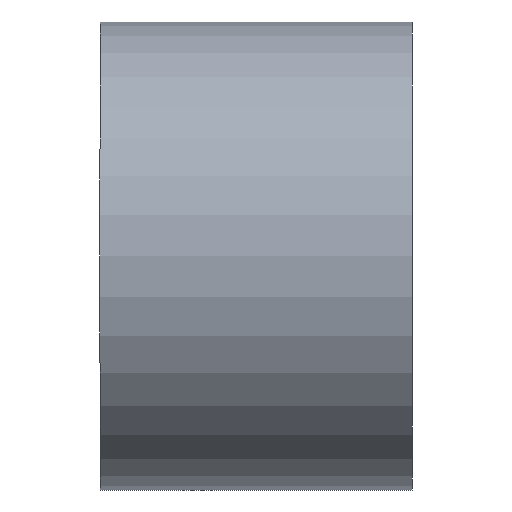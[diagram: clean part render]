
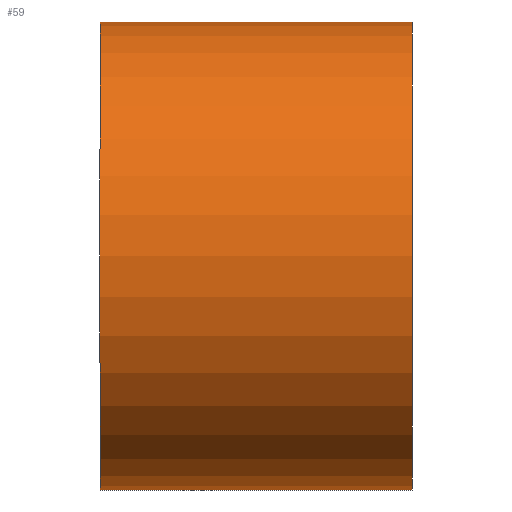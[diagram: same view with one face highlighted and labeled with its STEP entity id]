
A CAD part, left-side view. The second image highlights one B-rep face of the part: STEP entity #59.
In plain terms, the highlighted cylindrical face has radius 2.25 mm (diameter 4.5 mm), a partial arc.
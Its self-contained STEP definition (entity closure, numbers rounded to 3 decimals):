
#2 = DIRECTION ( 'NONE',  ( 0., -1., 0. ) ) ;
#5 = EDGE_CURVE ( 'NONE', #149, #151, #147, .T. ) ;
#23 = AXIS2_PLACEMENT_3D ( 'NONE', #88, #91, #137 ) ;
#27 = CARTESIAN_POINT ( 'NONE',  ( 0., 3., 2.25 ) ) ;
#30 = DIRECTION ( 'NONE',  ( 0., 0., 1. ) ) ;
#31 = CARTESIAN_POINT ( 'NONE',  ( 0., 3., 0. ) ) ;
#35 = DIRECTION ( 'NONE',  ( 0., -1., 0. ) ) ;
#44 = ORIENTED_EDGE ( 'NONE', *, *, #100, .T. ) ;
#55 = ORIENTED_EDGE ( 'NONE', *, *, #5, .F. ) ;
#58 = CARTESIAN_POINT ( 'NONE',  ( 0., 3., -2.25 ) ) ;
#59 = ADVANCED_FACE ( 'NONE', ( #111 ), #121, .T. ) ;
#63 = AXIS2_PLACEMENT_3D ( 'NONE', #31, #2, #90 ) ;
#72 = DIRECTION ( 'NONE',  ( 0., -1., 0. ) ) ;
#80 = VERTEX_POINT ( 'NONE', #58 ) ;
#88 = CARTESIAN_POINT ( 'NONE',  ( 0., 0., 0. ) ) ;
#90 = DIRECTION ( 'NONE',  ( 0., 0., -1. ) ) ;
#91 = DIRECTION ( 'NONE',  ( 0., 1., 0. ) ) ;
#99 = CARTESIAN_POINT ( 'NONE',  ( 0., 0., -2.25 ) ) ;
#100 = EDGE_CURVE ( 'NONE', #190, #151, #110, .T. ) ;
#105 = EDGE_CURVE ( 'NONE', #80, #190, #167, .T. ) ;
#108 = CARTESIAN_POINT ( 'NONE',  ( 0., 3., 2.25 ) ) ;
#110 = CIRCLE ( 'NONE', #23, 2.25 ) ;
#111 = FACE_OUTER_BOUND ( 'NONE', #164, .T. ) ;
#121 = CYLINDRICAL_SURFACE ( 'NONE', #63, 2.25 ) ;
#123 = VECTOR ( 'NONE', #35, 1000. ) ;
#126 = EDGE_CURVE ( 'NONE', #80, #149, #130, .T. ) ;
#130 = CIRCLE ( 'NONE', #186, 2.25 ) ;
#137 = DIRECTION ( 'NONE',  ( 0., 0., 1. ) ) ;
#142 = VECTOR ( 'NONE', #72, 1000. ) ;
#147 = LINE ( 'NONE', #27, #142 ) ;
#149 = VERTEX_POINT ( 'NONE', #108 ) ;
#151 = VERTEX_POINT ( 'NONE', #157 ) ;
#157 = CARTESIAN_POINT ( 'NONE',  ( 0., 0., 2.25 ) ) ;
#164 = EDGE_LOOP ( 'NONE', ( #55, #193, #178, #44 ) ) ;
#167 = LINE ( 'NONE', #170, #123 ) ;
#170 = CARTESIAN_POINT ( 'NONE',  ( 0., 3., -2.25 ) ) ;
#171 = CARTESIAN_POINT ( 'NONE',  ( 0., 3., 0. ) ) ;
#178 = ORIENTED_EDGE ( 'NONE', *, *, #105, .T. ) ;
#181 = DIRECTION ( 'NONE',  ( 0., 1., 0. ) ) ;
#186 = AXIS2_PLACEMENT_3D ( 'NONE', #171, #181, #30 ) ;
#190 = VERTEX_POINT ( 'NONE', #99 ) ;
#193 = ORIENTED_EDGE ( 'NONE', *, *, #126, .F. ) ;
